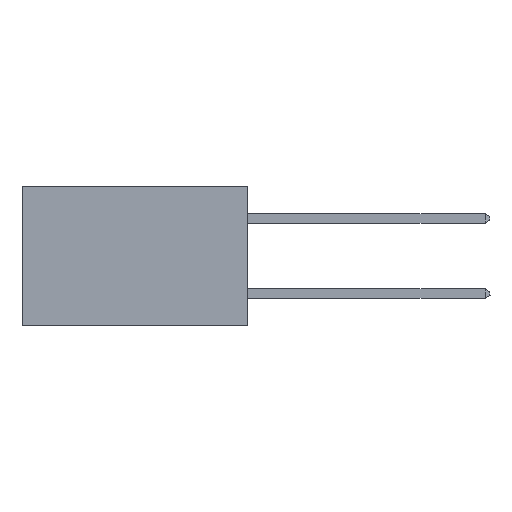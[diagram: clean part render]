
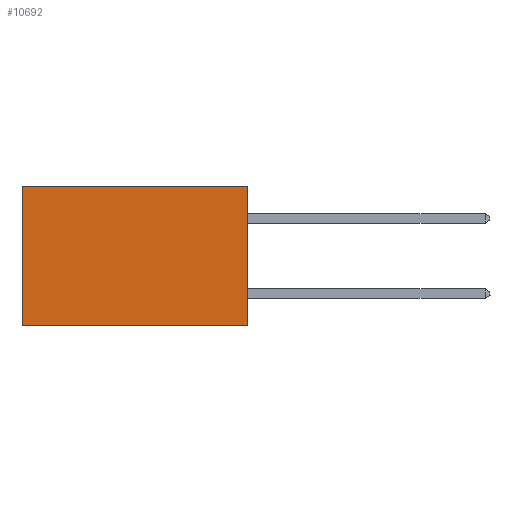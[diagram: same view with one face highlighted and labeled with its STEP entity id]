
A CAD part, left-side view. The second image highlights one B-rep face of the part: STEP entity #10692.
In plain terms, the highlighted planar face has unit normal (-1, 0, 0).
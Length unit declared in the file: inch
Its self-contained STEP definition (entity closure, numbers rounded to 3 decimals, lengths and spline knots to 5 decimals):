
#223 = VERTEX_POINT ( 'NONE', #1933 ) ;
#1168 = EDGE_CURVE ( 'NONE', #223, #10218, #9994, .T. ) ;
#1709 = DIRECTION ( 'NONE',  ( 1., 0., 0. ) ) ;
#1816 = VECTOR ( 'NONE', #1907, 39.37008 ) ;
#1907 = DIRECTION ( 'NONE',  ( 0., 1., 0. ) ) ;
#1933 = CARTESIAN_POINT ( 'NONE',  ( 0.298, 0., -0.37 ) ) ;
#2393 = LINE ( 'NONE', #7083, #4234 ) ;
#2473 = EDGE_LOOP ( 'NONE', ( #3187, #10847, #4966, #8828 ) ) ;
#2547 = DIRECTION ( 'NONE',  ( 0., 1., 0. ) ) ;
#2858 = CARTESIAN_POINT ( 'NONE',  ( 0.298, 0.6, -0.37 ) ) ;
#3083 = DIRECTION ( 'NONE',  ( 0., 0., -1. ) ) ;
#3187 = ORIENTED_EDGE ( 'NONE', *, *, #9675, .T. ) ;
#3257 = VECTOR ( 'NONE', #3083, 39.37008 ) ;
#4091 = LINE ( 'NONE', #4093, #3257 ) ;
#4093 = CARTESIAN_POINT ( 'NONE',  ( 0.298, 0., 0. ) ) ;
#4234 = VECTOR ( 'NONE', #2547, 39.37008 ) ;
#4966 = ORIENTED_EDGE ( 'NONE', *, *, #11036, .F. ) ;
#5225 = CARTESIAN_POINT ( 'NONE',  ( 0.298, 0., 0. ) ) ;
#5519 = VECTOR ( 'NONE', #6560, 39.37008 ) ;
#5562 = CARTESIAN_POINT ( 'NONE',  ( 0.298, 0.6, 0. ) ) ;
#5769 = FACE_OUTER_BOUND ( 'NONE', #2473, .T. ) ;
#6560 = DIRECTION ( 'NONE',  ( 0., 0., -1. ) ) ;
#7083 = CARTESIAN_POINT ( 'NONE',  ( 0.298, 0., 0. ) ) ;
#7140 = PLANE ( 'NONE',  #8965 ) ;
#7920 = LINE ( 'NONE', #5562, #5519 ) ;
#8024 = DIRECTION ( 'NONE',  ( 0., 0., -1. ) ) ;
#8176 = CARTESIAN_POINT ( 'NONE',  ( 0.298, 0., -0.37 ) ) ;
#8828 = ORIENTED_EDGE ( 'NONE', *, *, #11310, .T. ) ;
#8965 = AXIS2_PLACEMENT_3D ( 'NONE', #5225, #1709, #8024 ) ;
#9118 = VERTEX_POINT ( 'NONE', #11148 ) ;
#9675 = EDGE_CURVE ( 'NONE', #9118, #10218, #7920, .T. ) ;
#9994 = LINE ( 'NONE', #8176, #1816 ) ;
#10218 = VERTEX_POINT ( 'NONE', #2858 ) ;
#10692 = ADVANCED_FACE ( 'NONE', ( #5769 ), #7140, .F. ) ;
#10847 = ORIENTED_EDGE ( 'NONE', *, *, #1168, .F. ) ;
#11036 = EDGE_CURVE ( 'NONE', #11584, #223, #4091, .T. ) ;
#11148 = CARTESIAN_POINT ( 'NONE',  ( 0.298, 0.6, 0. ) ) ;
#11310 = EDGE_CURVE ( 'NONE', #11584, #9118, #2393, .T. ) ;
#11469 = CARTESIAN_POINT ( 'NONE',  ( 0.298, 0., 0. ) ) ;
#11584 = VERTEX_POINT ( 'NONE', #11469 ) ;
